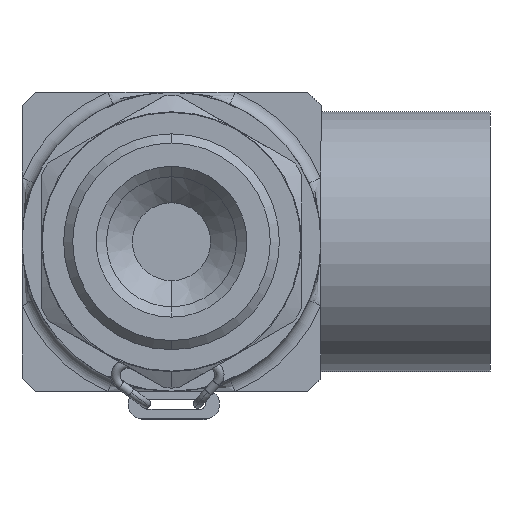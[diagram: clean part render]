
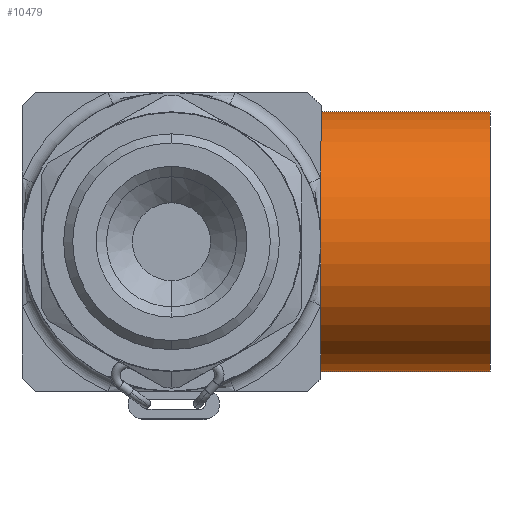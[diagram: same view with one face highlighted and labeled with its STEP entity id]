
A CAD part, front view. The second image highlights one B-rep face of the part: STEP entity #10479.
In plain terms, the highlighted cylindrical face has radius 10 mm (diameter 20 mm), a partial arc.
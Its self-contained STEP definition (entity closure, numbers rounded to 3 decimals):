
#1091 = CARTESIAN_POINT ( 'NONE',  ( 11.5, 13., 10. ) ) ;
#1570 = VECTOR ( 'NONE', #9703, 1000. ) ;
#1602 = EDGE_CURVE ( 'NONE', #3978, #9331, #1992, .T. ) ;
#1632 = CYLINDRICAL_SURFACE ( 'NONE', #4061, 10. ) ;
#1992 = CIRCLE ( 'NONE', #2478, 10. ) ;
#2478 = AXIS2_PLACEMENT_3D ( 'NONE', #3824, #13473, #8582 ) ;
#3383 = VERTEX_POINT ( 'NONE', #1091 ) ;
#3389 = FACE_OUTER_BOUND ( 'NONE', #6278, .T. ) ;
#3675 = VERTEX_POINT ( 'NONE', #4788 ) ;
#3824 = CARTESIAN_POINT ( 'NONE',  ( 24.5, 13., 0. ) ) ;
#3978 = VERTEX_POINT ( 'NONE', #4286 ) ;
#4061 = AXIS2_PLACEMENT_3D ( 'NONE', #8870, #14376, #7531 ) ;
#4165 = CIRCLE ( 'NONE', #6872, 10. ) ;
#4286 = CARTESIAN_POINT ( 'NONE',  ( 24.5, 13., 10. ) ) ;
#4788 = CARTESIAN_POINT ( 'NONE',  ( 11.5, 13., -10. ) ) ;
#5254 = LINE ( 'NONE', #15230, #1570 ) ;
#5377 = CARTESIAN_POINT ( 'NONE',  ( 11.5, 13., 0. ) ) ;
#5805 = DIRECTION ( 'NONE',  ( -1., 0., 0. ) ) ;
#6278 = EDGE_LOOP ( 'NONE', ( #14935, #8259, #8857, #12397 ) ) ;
#6758 = DIRECTION ( 'NONE',  ( 0., 0., 1. ) ) ;
#6872 = AXIS2_PLACEMENT_3D ( 'NONE', #5377, #15026, #6758 ) ;
#7006 = EDGE_CURVE ( 'NONE', #9331, #3675, #9693, .T. ) ;
#7531 = DIRECTION ( 'NONE',  ( 0., 0., 1. ) ) ;
#8131 = EDGE_CURVE ( 'NONE', #3383, #3675, #4165, .T. ) ;
#8259 = ORIENTED_EDGE ( 'NONE', *, *, #1602, .F. ) ;
#8582 = DIRECTION ( 'NONE',  ( 0., 0., -1. ) ) ;
#8857 = ORIENTED_EDGE ( 'NONE', *, *, #15898, .T. ) ;
#8870 = CARTESIAN_POINT ( 'NONE',  ( 24.5, 13., 0. ) ) ;
#9290 = CARTESIAN_POINT ( 'NONE',  ( 24.5, 13., -10. ) ) ;
#9331 = VERTEX_POINT ( 'NONE', #9290 ) ;
#9693 = LINE ( 'NONE', #15476, #16652 ) ;
#9703 = DIRECTION ( 'NONE',  ( -1., 0., 0. ) ) ;
#10479 = ADVANCED_FACE ( 'NONE', ( #3389 ), #1632, .T. ) ;
#12397 = ORIENTED_EDGE ( 'NONE', *, *, #8131, .T. ) ;
#13473 = DIRECTION ( 'NONE',  ( 1., 0., 0. ) ) ;
#14376 = DIRECTION ( 'NONE',  ( -1., 0., 0. ) ) ;
#14935 = ORIENTED_EDGE ( 'NONE', *, *, #7006, .F. ) ;
#15026 = DIRECTION ( 'NONE',  ( 1., 0., 0. ) ) ;
#15230 = CARTESIAN_POINT ( 'NONE',  ( 24.5, 13., 10. ) ) ;
#15476 = CARTESIAN_POINT ( 'NONE',  ( 24.5, 13., -10. ) ) ;
#15898 = EDGE_CURVE ( 'NONE', #3978, #3383, #5254, .T. ) ;
#16652 = VECTOR ( 'NONE', #5805, 1000. ) ;
